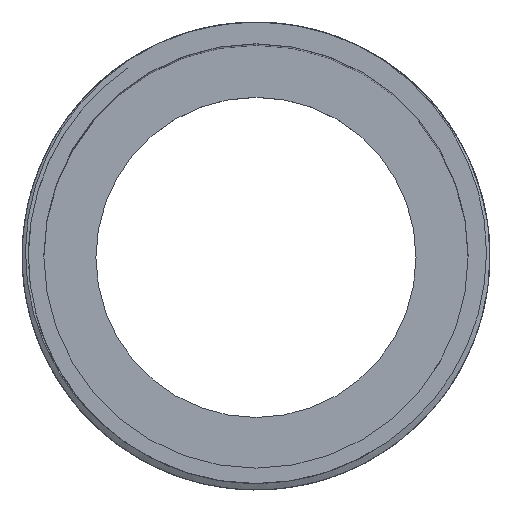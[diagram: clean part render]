
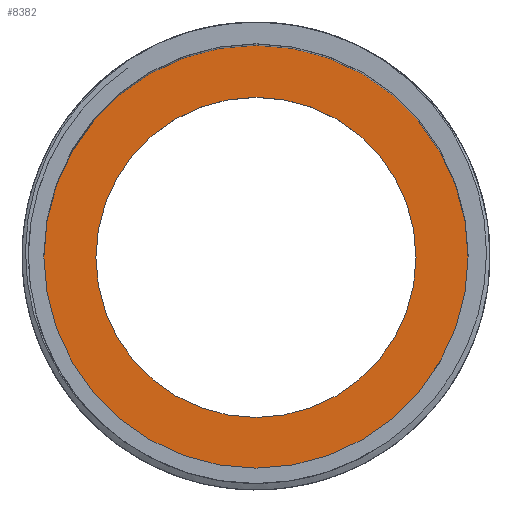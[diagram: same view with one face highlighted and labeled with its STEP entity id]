
A CAD part, top view. The second image highlights one B-rep face of the part: STEP entity #8382.
In plain terms, the highlighted planar face has unit normal (0, 0, 1).
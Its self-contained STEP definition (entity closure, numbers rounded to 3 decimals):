
#413=PLANE('',#8900);
#419=FACE_BOUND('',#932,.T.);
#437=FACE_OUTER_BOUND('',#931,.T.);
#931=EDGE_LOOP('',(#5398));
#932=EDGE_LOOP('',(#5399));
#1422=CIRCLE('',#8891,28.5);
#1429=CIRCLE('',#8901,21.5);
#2924=VERTEX_POINT('',#10876);
#2932=VERTEX_POINT('',#10964);
#3909=EDGE_CURVE('',#2924,#2924,#1422,.T.);
#3919=EDGE_CURVE('',#2932,#2932,#1429,.T.);
#5398=ORIENTED_EDGE('',*,*,#3909,.F.);
#5399=ORIENTED_EDGE('',*,*,#3919,.F.);
#8382=ADVANCED_FACE('',(#437,#419),#413,.T.);
#8891=AXIS2_PLACEMENT_3D('',#10878,#9435,#9436);
#8900=AXIS2_PLACEMENT_3D('',#10963,#9454,#9455);
#8901=AXIS2_PLACEMENT_3D('',#10965,#9456,#9457);
#9435=DIRECTION('center_axis',(0.,0.,-1.));
#9436=DIRECTION('ref_axis',(-1.,0.,0.));
#9454=DIRECTION('center_axis',(0.,0.,1.));
#9455=DIRECTION('ref_axis',(-1.,0.,0.));
#9456=DIRECTION('center_axis',(0.,0.,1.));
#9457=DIRECTION('ref_axis',(-1.,0.,0.));
#10876=CARTESIAN_POINT('',(28.5,0.,5.));
#10878=CARTESIAN_POINT('Origin',(0.,0.,5.));
#10963=CARTESIAN_POINT('Origin',(0.,0.,5.));
#10964=CARTESIAN_POINT('',(21.5,0.,5.));
#10965=CARTESIAN_POINT('Origin',(0.,0.,5.));
